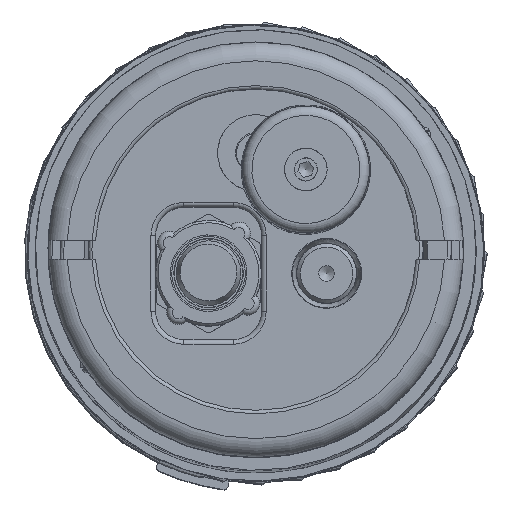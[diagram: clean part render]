
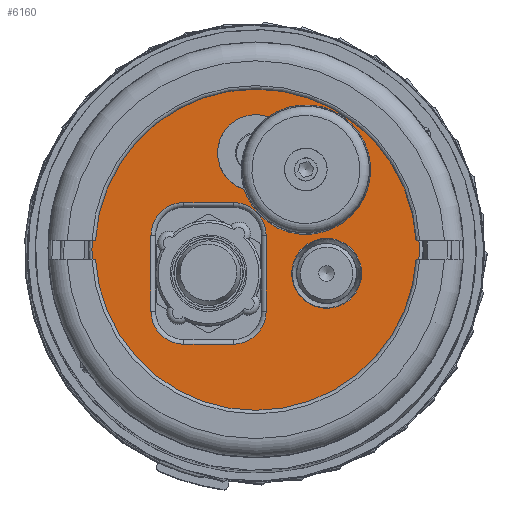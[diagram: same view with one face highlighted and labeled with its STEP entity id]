
A CAD part, top view. The second image highlights one B-rep face of the part: STEP entity #6160.
In plain terms, the highlighted planar face has unit normal (0, 0, 1).
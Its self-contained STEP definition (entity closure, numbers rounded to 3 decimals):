
#274=LINE('',#11267,#494);
#275=LINE('',#11271,#495);
#276=LINE('',#11275,#496);
#277=LINE('',#11278,#497);
#494=VECTOR('',#8107,10.);
#495=VECTOR('',#8110,10.);
#496=VECTOR('',#8113,10.);
#497=VECTOR('',#8116,10.);
#820=PLANE('',#6783);
#1039=FACE_BOUND('',#1836,.T.);
#1040=FACE_BOUND('',#1837,.T.);
#1041=FACE_BOUND('',#1838,.T.);
#1349=FACE_OUTER_BOUND('',#1835,.T.);
#1835=EDGE_LOOP('',(#4649));
#1836=EDGE_LOOP('',(#4650,#4651,#4652,#4653,#4654,#4655,#4656,#4657));
#1837=EDGE_LOOP('',(#4658,#4659));
#1838=EDGE_LOOP('',(#4660));
#2422=CIRCLE('',#6784,34.7);
#2423=CIRCLE('',#6785,7.);
#2424=CIRCLE('',#6786,7.);
#2425=CIRCLE('',#6787,7.);
#2426=CIRCLE('',#6788,7.);
#2427=CIRCLE('',#6789,5.95);
#2428=CIRCLE('',#6790,8.09);
#2429=CIRCLE('',#6791,7.4);
#2887=VERTEX_POINT('',#11261);
#2888=VERTEX_POINT('',#11263);
#2889=VERTEX_POINT('',#11264);
#2890=VERTEX_POINT('',#11266);
#2891=VERTEX_POINT('',#11268);
#2892=VERTEX_POINT('',#11270);
#2893=VERTEX_POINT('',#11272);
#2894=VERTEX_POINT('',#11274);
#2895=VERTEX_POINT('',#11276);
#2896=VERTEX_POINT('',#11279);
#2897=VERTEX_POINT('',#11280);
#2898=VERTEX_POINT('',#11283);
#3552=EDGE_CURVE('',#2887,#2887,#2422,.T.);
#3553=EDGE_CURVE('',#2888,#2889,#2423,.T.);
#3554=EDGE_CURVE('',#2890,#2888,#274,.T.);
#3555=EDGE_CURVE('',#2891,#2890,#2424,.T.);
#3556=EDGE_CURVE('',#2892,#2891,#275,.T.);
#3557=EDGE_CURVE('',#2893,#2892,#2425,.T.);
#3558=EDGE_CURVE('',#2894,#2893,#276,.T.);
#3559=EDGE_CURVE('',#2895,#2894,#2426,.T.);
#3560=EDGE_CURVE('',#2889,#2895,#277,.T.);
#3561=EDGE_CURVE('',#2896,#2897,#2427,.T.);
#3562=EDGE_CURVE('',#2896,#2897,#2428,.T.);
#3563=EDGE_CURVE('',#2898,#2898,#2429,.T.);
#4649=ORIENTED_EDGE('',*,*,#3552,.F.);
#4650=ORIENTED_EDGE('',*,*,#3553,.F.);
#4651=ORIENTED_EDGE('',*,*,#3554,.F.);
#4652=ORIENTED_EDGE('',*,*,#3555,.F.);
#4653=ORIENTED_EDGE('',*,*,#3556,.F.);
#4654=ORIENTED_EDGE('',*,*,#3557,.F.);
#4655=ORIENTED_EDGE('',*,*,#3558,.F.);
#4656=ORIENTED_EDGE('',*,*,#3559,.F.);
#4657=ORIENTED_EDGE('',*,*,#3560,.F.);
#4658=ORIENTED_EDGE('',*,*,#3561,.F.);
#4659=ORIENTED_EDGE('',*,*,#3562,.T.);
#4660=ORIENTED_EDGE('',*,*,#3563,.T.);
#6160=ADVANCED_FACE('',(#1349,#1039,#1040,#1041),#820,.T.);
#6783=AXIS2_PLACEMENT_3D('',#11260,#8101,#8102);
#6784=AXIS2_PLACEMENT_3D('',#11262,#8103,#8104);
#6785=AXIS2_PLACEMENT_3D('',#11265,#8105,#8106);
#6786=AXIS2_PLACEMENT_3D('',#11269,#8108,#8109);
#6787=AXIS2_PLACEMENT_3D('',#11273,#8111,#8112);
#6788=AXIS2_PLACEMENT_3D('',#11277,#8114,#8115);
#6789=AXIS2_PLACEMENT_3D('',#11281,#8117,#8118);
#6790=AXIS2_PLACEMENT_3D('',#11282,#8119,#8120);
#6791=AXIS2_PLACEMENT_3D('',#11284,#8121,#8122);
#8101=DIRECTION('center_axis',(0.,0.,
1.));
#8102=DIRECTION('ref_axis',(1.,0.,0.));
#8103=DIRECTION('center_axis',(0.,0.,
-1.));
#8104=DIRECTION('ref_axis',(0.,-1.,0.));
#8105=DIRECTION('center_axis',(0.,0.,
1.));
#8106=DIRECTION('ref_axis',(-0.707,-0.707,0.));
#8107=DIRECTION('',(0.,-1.,0.));
#8108=DIRECTION('center_axis',(0.,0.,
1.));
#8109=DIRECTION('ref_axis',(-0.707,0.707,0.));
#8110=DIRECTION('',(-1.,0.,0.));
#8111=DIRECTION('center_axis',(0.,0.,
1.));
#8112=DIRECTION('ref_axis',(0.707,0.707,0.));
#8113=DIRECTION('',(0.,1.,0.));
#8114=DIRECTION('center_axis',(0.,0.,
1.));
#8115=DIRECTION('ref_axis',(0.707,-0.707,0.));
#8116=DIRECTION('',(1.,0.,0.));
#8117=DIRECTION('center_axis',(0.,0.,
1.));
#8118=DIRECTION('ref_axis',(-0.964,0.266,0.));
#8119=DIRECTION('center_axis',(0.,0.,
-1.));
#8120=DIRECTION('ref_axis',(0.,1.,0.));
#8121=DIRECTION('center_axis',(0.,0.,
-1.));
#8122=DIRECTION('ref_axis',(0.,-1.,0.));
#11260=CARTESIAN_POINT('Origin',(0.,17.725,319.));
#11261=CARTESIAN_POINT('',(0.,34.7,319.));
#11262=CARTESIAN_POINT('Origin',(0.,0.,
319.));
#11263=CARTESIAN_POINT('',(-22.2,-13.,319.));
#11264=CARTESIAN_POINT('',(-15.2,-20.,319.));
#11265=CARTESIAN_POINT('Origin',(-15.2,-13.,319.));
#11266=CARTESIAN_POINT('',(-22.2,3.,319.));
#11267=CARTESIAN_POINT('',(-22.2,10.363,319.));
#11268=CARTESIAN_POINT('',(-15.2,10.,319.));
#11269=CARTESIAN_POINT('Origin',(-15.2,3.,319.));
#11270=CARTESIAN_POINT('',(-4.8,10.,319.));
#11271=CARTESIAN_POINT('',(-2.4,10.,319.));
#11272=CARTESIAN_POINT('',(2.2,3.,319.));
#11273=CARTESIAN_POINT('Origin',(-4.8,3.,319.));
#11274=CARTESIAN_POINT('',(2.2,-13.,319.));
#11275=CARTESIAN_POINT('',(2.2,2.363,319.));
#11276=CARTESIAN_POINT('',(-4.8,-20.,319.));
#11277=CARTESIAN_POINT('Origin',(-4.8,-13.,319.));
#11278=CARTESIAN_POINT('',(-7.6,-20.,319.));
#11279=CARTESIAN_POINT('',(5.253,14.347,319.));
#11280=CARTESIAN_POINT('',(7.896,22.262,319.));
#11281=CARTESIAN_POINT('Origin',(10.598,16.961,319.));
#11282=CARTESIAN_POINT('Origin',(0.,20.5,319.));
#11283=CARTESIAN_POINT('',(15.,2.4,319.));
#11284=CARTESIAN_POINT('Origin',(15.,-5.,319.));
